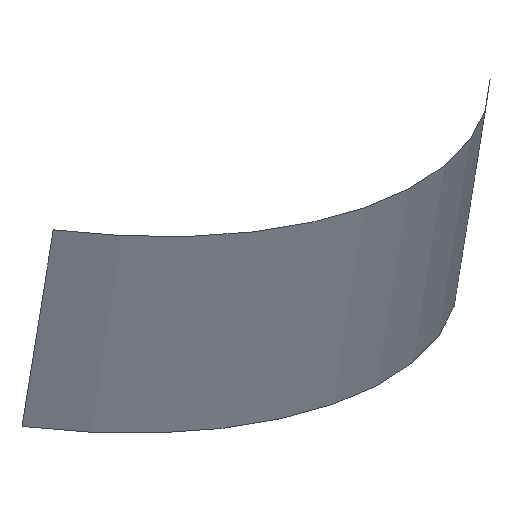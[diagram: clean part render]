
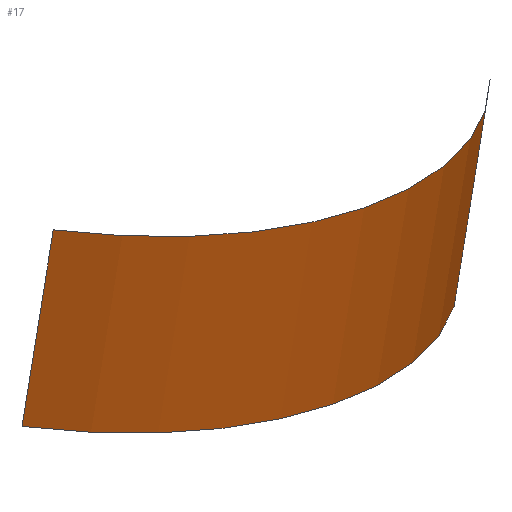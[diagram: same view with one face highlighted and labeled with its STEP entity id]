
A CAD part, isometric view. The second image highlights one B-rep face of the part: STEP entity #17.
In plain terms, the highlighted cylindrical face has radius 4 mm (diameter 7.999 mm), a partial arc.
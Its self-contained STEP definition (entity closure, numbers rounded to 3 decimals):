
#17 = ADVANCED_FACE('',(#18),#32,.T.);
#18 = FACE_BOUND('',#19,.T.);
#19 = EDGE_LOOP('',(#20,#65,#104,#142));
#20 = ORIENTED_EDGE('',*,*,#21,.F.);
#21 = EDGE_CURVE('',#22,#24,#26,.T.);
#22 = VERTEX_POINT('',#23);
#23 = CARTESIAN_POINT('',(-2.97,-0.004,
    -0.42));
#24 = VERTEX_POINT('',#25);
#25 = CARTESIAN_POINT('',(-2.574,-0.005,
    1.54));
#26 = SURFACE_CURVE('',#27,(#31),.PCURVE_S1.);
#27 = LINE('',#28,#29);
#28 = CARTESIAN_POINT('',(-2.97,-0.004,
    -0.42));
#29 = VECTOR('',#30,1.);
#30 = DIRECTION('',(0.198,0.,0.98));
#31 = PCURVE('',#32,#37);
#32 = CYLINDRICAL_SURFACE('',#33,4.);
#33 = AXIS2_PLACEMENT_3D('',#34,#35,#36);
#34 = CARTESIAN_POINT('',(-0.004,2.828,
    0.002));
#35 = DIRECTION('',(0.198,0.,0.98));
#36 = DIRECTION('',(-0.692,-0.708,0.14));
#37 = DEFINITIONAL_REPRESENTATION('',(#38),#64);
#38 = B_SPLINE_CURVE_WITH_KNOTS('',3,(#39,#40,#41,#42,#43,#44,#45,#46,
    #47,#48,#49,#50,#51,#52,#53,#54,#55,#56,#57,#58,#59,#60,#61,#62,#63)
  ,.UNSPECIFIED.,.F.,.F.,(4,1,1,1,1,1,1,1,1,1,1,1,1,1,1,1,1,1,1,1,1,1,4)
  ,(0.,0.091,0.182,0.273,0.364,
    0.455,0.545,0.636,0.727,
    0.818,0.909,1.,1.091,
    1.182,1.273,1.364,1.455,
    1.545,1.636,1.727,1.818,
    1.909,2.),.QUASI_UNIFORM_KNOTS.);
#39 = CARTESIAN_POINT('',(0.,-1.));
#40 = CARTESIAN_POINT('',(0.,-0.97));
#41 = CARTESIAN_POINT('',(0.,-0.909));
#42 = CARTESIAN_POINT('',(0.,-0.818));
#43 = CARTESIAN_POINT('',(0.,-0.727));
#44 = CARTESIAN_POINT('',(0.,-0.636));
#45 = CARTESIAN_POINT('',(0.,-0.545));
#46 = CARTESIAN_POINT('',(0.,-0.455));
#47 = CARTESIAN_POINT('',(0.,-0.364));
#48 = CARTESIAN_POINT('',(0.,-0.273));
#49 = CARTESIAN_POINT('',(0.,-0.182));
#50 = CARTESIAN_POINT('',(0.,-0.091));
#51 = CARTESIAN_POINT('',(0.,0.));
#52 = CARTESIAN_POINT('',(0.,0.091));
#53 = CARTESIAN_POINT('',(0.,0.182));
#54 = CARTESIAN_POINT('',(0.,0.273));
#55 = CARTESIAN_POINT('',(0.,0.364));
#56 = CARTESIAN_POINT('',(0.,0.455));
#57 = CARTESIAN_POINT('',(0.,0.545));
#58 = CARTESIAN_POINT('',(0.,0.636));
#59 = CARTESIAN_POINT('',(0.,0.727));
#60 = CARTESIAN_POINT('',(0.,0.818));
#61 = CARTESIAN_POINT('',(0.,0.909));
#62 = CARTESIAN_POINT('',(0.,0.97));
#63 = CARTESIAN_POINT('',(0.,1.));
#64 = ( GEOMETRIC_REPRESENTATION_CONTEXT(2) 
PARAMETRIC_REPRESENTATION_CONTEXT() REPRESENTATION_CONTEXT('2D SPACE',''
  ) );
#65 = ORIENTED_EDGE('',*,*,#66,.F.);
#66 = EDGE_CURVE('',#67,#22,#69,.T.);
#67 = VERTEX_POINT('',#68);
#68 = CARTESIAN_POINT('',(2.574,0.005,
    -1.54));
#69 = SURFACE_CURVE('',#70,(#75),.PCURVE_S1.);
#70 = CIRCLE('',#71,4.);
#71 = AXIS2_PLACEMENT_3D('',#72,#73,#74);
#72 = CARTESIAN_POINT('',(-0.202,2.829,-0.978
    ));
#73 = DIRECTION('',(-0.198,0.,-0.98)
  );
#74 = DIRECTION('',(0.694,-0.706,-0.141));
#75 = PCURVE('',#32,#76);
#76 = DEFINITIONAL_REPRESENTATION('',(#77),#103);
#77 = B_SPLINE_CURVE_WITH_KNOTS('',3,(#78,#79,#80,#81,#82,#83,#84,#85,
    #86,#87,#88,#89,#90,#91,#92,#93,#94,#95,#96,#97,#98,#99,#100,#101,
    #102),.UNSPECIFIED.,.F.,.F.,(4,1,1,1,1,1,1,1,1,1,1,1,1,1,1,1,1,1,1,1
    ,1,1,4),(0.,0.071,0.143,0.214,
    0.286,0.357,0.428,0.5,
    0.571,0.643,0.714,0.785,
    0.857,0.928,1.,1.071,
    1.142,1.214,1.285,1.357,
    1.428,1.499,1.571),.QUASI_UNIFORM_KNOTS.);
#78 = CARTESIAN_POINT('',(1.571,-1.));
#79 = CARTESIAN_POINT('',(1.547,-1.));
#80 = CARTESIAN_POINT('',(1.499,-1.));
#81 = CARTESIAN_POINT('',(1.428,-1.));
#82 = CARTESIAN_POINT('',(1.357,-1.));
#83 = CARTESIAN_POINT('',(1.285,-1.));
#84 = CARTESIAN_POINT('',(1.214,-1.));
#85 = CARTESIAN_POINT('',(1.142,-1.));
#86 = CARTESIAN_POINT('',(1.071,-1.));
#87 = CARTESIAN_POINT('',(1.,-1.));
#88 = CARTESIAN_POINT('',(0.928,-1.));
#89 = CARTESIAN_POINT('',(0.857,-1.));
#90 = CARTESIAN_POINT('',(0.785,-1.));
#91 = CARTESIAN_POINT('',(0.714,-1.));
#92 = CARTESIAN_POINT('',(0.643,-1.));
#93 = CARTESIAN_POINT('',(0.571,-1.));
#94 = CARTESIAN_POINT('',(0.5,-1.));
#95 = CARTESIAN_POINT('',(0.428,-1.));
#96 = CARTESIAN_POINT('',(0.357,-1.));
#97 = CARTESIAN_POINT('',(0.286,-1.));
#98 = CARTESIAN_POINT('',(0.214,-1.));
#99 = CARTESIAN_POINT('',(0.143,-1.));
#100 = CARTESIAN_POINT('',(0.071,-1.));
#101 = CARTESIAN_POINT('',(0.024,-1.));
#102 = CARTESIAN_POINT('',(0.,-1.));
#103 = ( GEOMETRIC_REPRESENTATION_CONTEXT(2) 
PARAMETRIC_REPRESENTATION_CONTEXT() REPRESENTATION_CONTEXT('2D SPACE',''
  ) );
#104 = ORIENTED_EDGE('',*,*,#105,.F.);
#105 = EDGE_CURVE('',#106,#67,#108,.T.);
#106 = VERTEX_POINT('',#107);
#107 = CARTESIAN_POINT('',(2.97,0.004,
    0.42));
#108 = SURFACE_CURVE('',#109,(#113),.PCURVE_S1.);
#109 = LINE('',#110,#111);
#110 = CARTESIAN_POINT('',(2.97,0.004,
    0.42));
#111 = VECTOR('',#112,1.);
#112 = DIRECTION('',(-0.198,0.,-0.98)
  );
#113 = PCURVE('',#32,#114);
#114 = DEFINITIONAL_REPRESENTATION('',(#115),#141);
#115 = B_SPLINE_CURVE_WITH_KNOTS('',3,(#116,#117,#118,#119,#120,#121,
    #122,#123,#124,#125,#126,#127,#128,#129,#130,#131,#132,#133,#134,
    #135,#136,#137,#138,#139,#140),.UNSPECIFIED.,.F.,.F.,(4,1,1,1,1,1,1,
    1,1,1,1,1,1,1,1,1,1,1,1,1,1,1,4),(0.,0.091,
    0.182,0.273,0.364,0.455,
    0.545,0.636,0.727,0.818,
    0.909,1.,1.091,1.182,
    1.273,1.364,1.455,1.545,
    1.636,1.727,1.818,1.909,
    2.),.QUASI_UNIFORM_KNOTS.);
#116 = CARTESIAN_POINT('',(1.571,1.));
#117 = CARTESIAN_POINT('',(1.571,0.97));
#118 = CARTESIAN_POINT('',(1.571,0.909));
#119 = CARTESIAN_POINT('',(1.571,0.818));
#120 = CARTESIAN_POINT('',(1.571,0.727));
#121 = CARTESIAN_POINT('',(1.571,0.636));
#122 = CARTESIAN_POINT('',(1.571,0.545));
#123 = CARTESIAN_POINT('',(1.571,0.455));
#124 = CARTESIAN_POINT('',(1.571,0.364));
#125 = CARTESIAN_POINT('',(1.571,0.273));
#126 = CARTESIAN_POINT('',(1.571,0.182));
#127 = CARTESIAN_POINT('',(1.571,0.091));
#128 = CARTESIAN_POINT('',(1.571,0.));
#129 = CARTESIAN_POINT('',(1.571,-0.091));
#130 = CARTESIAN_POINT('',(1.571,-0.182));
#131 = CARTESIAN_POINT('',(1.571,-0.273));
#132 = CARTESIAN_POINT('',(1.571,-0.364));
#133 = CARTESIAN_POINT('',(1.571,-0.455));
#134 = CARTESIAN_POINT('',(1.571,-0.545));
#135 = CARTESIAN_POINT('',(1.571,-0.636));
#136 = CARTESIAN_POINT('',(1.571,-0.727));
#137 = CARTESIAN_POINT('',(1.571,-0.818));
#138 = CARTESIAN_POINT('',(1.571,-0.909));
#139 = CARTESIAN_POINT('',(1.571,-0.97));
#140 = CARTESIAN_POINT('',(1.571,-1.));
#141 = ( GEOMETRIC_REPRESENTATION_CONTEXT(2) 
PARAMETRIC_REPRESENTATION_CONTEXT() REPRESENTATION_CONTEXT('2D SPACE',''
  ) );
#142 = ORIENTED_EDGE('',*,*,#143,.F.);
#143 = EDGE_CURVE('',#24,#106,#144,.T.);
#144 = SURFACE_CURVE('',#145,(#150),.PCURVE_S1.);
#145 = CIRCLE('',#146,4.);
#146 = AXIS2_PLACEMENT_3D('',#147,#148,#149);
#147 = CARTESIAN_POINT('',(0.194,2.828,0.982)
  );
#148 = DIRECTION('',(0.198,0.,0.98)
  );
#149 = DIRECTION('',(-0.692,-0.708,0.14));
#150 = PCURVE('',#32,#151);
#151 = DEFINITIONAL_REPRESENTATION('',(#152),#178);
#152 = B_SPLINE_CURVE_WITH_KNOTS('',3,(#153,#154,#155,#156,#157,#158,
    #159,#160,#161,#162,#163,#164,#165,#166,#167,#168,#169,#170,#171,
    #172,#173,#174,#175,#176,#177),.UNSPECIFIED.,.F.,.F.,(4,1,1,1,1,1,1,
    1,1,1,1,1,1,1,1,1,1,1,1,1,1,1,4),(0.,0.071,
    0.143,0.214,0.286,0.357,
    0.428,0.5,0.571,0.643,
    0.714,0.785,0.857,0.928,
    1.,1.071,1.142,1.214,
    1.285,1.357,1.428,1.499,
    1.571),.QUASI_UNIFORM_KNOTS.);
#153 = CARTESIAN_POINT('',(0.,1.));
#154 = CARTESIAN_POINT('',(0.024,1.));
#155 = CARTESIAN_POINT('',(0.071,1.));
#156 = CARTESIAN_POINT('',(0.143,1.));
#157 = CARTESIAN_POINT('',(0.214,1.));
#158 = CARTESIAN_POINT('',(0.286,1.));
#159 = CARTESIAN_POINT('',(0.357,1.));
#160 = CARTESIAN_POINT('',(0.428,1.));
#161 = CARTESIAN_POINT('',(0.5,1.));
#162 = CARTESIAN_POINT('',(0.571,1.));
#163 = CARTESIAN_POINT('',(0.643,1.));
#164 = CARTESIAN_POINT('',(0.714,1.));
#165 = CARTESIAN_POINT('',(0.785,1.));
#166 = CARTESIAN_POINT('',(0.857,1.));
#167 = CARTESIAN_POINT('',(0.928,1.));
#168 = CARTESIAN_POINT('',(1.,1.));
#169 = CARTESIAN_POINT('',(1.071,1.));
#170 = CARTESIAN_POINT('',(1.142,1.));
#171 = CARTESIAN_POINT('',(1.214,1.));
#172 = CARTESIAN_POINT('',(1.285,1.));
#173 = CARTESIAN_POINT('',(1.357,1.));
#174 = CARTESIAN_POINT('',(1.428,1.));
#175 = CARTESIAN_POINT('',(1.499,1.));
#176 = CARTESIAN_POINT('',(1.547,1.));
#177 = CARTESIAN_POINT('',(1.571,1.));
#178 = ( GEOMETRIC_REPRESENTATION_CONTEXT(2) 
PARAMETRIC_REPRESENTATION_CONTEXT() REPRESENTATION_CONTEXT('2D SPACE',''
  ) );
